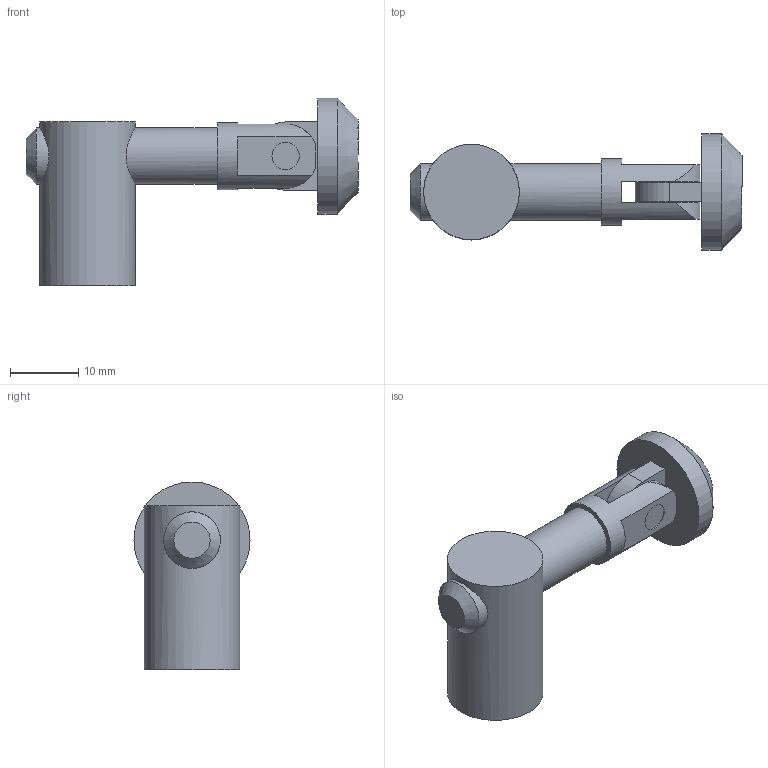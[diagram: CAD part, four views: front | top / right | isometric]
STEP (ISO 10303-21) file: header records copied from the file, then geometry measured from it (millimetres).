
FILE_DESCRIPTION(/* description */ (''),/* implementation_level */ '2;1');
FILE_NAME(/* name */ '128400',/* time_stamp */ '2014-10-06T12:12:51+02:00',/* author */ (''),/* organization */ (''),/* preprocessor_version */ 'ST-DEVELOPER v14',/* originating_system */ 'HiCAD 2013 1802.4 Build 509',/* authorisation */ '');
FILE_SCHEMA (('AUTOMOTIVE_DESIGN { 1 0 10303 214 1 1 1 1 }'));
Length unit declared in the file: millimetre
Products named in the file (3): Root; 128400 Hoekverbinding 8 / GS-02BOIKON
Assembly tree (2 placements, depth 3):
  Root
    128400 Hoekverbinding 8 / GS-02BOIKON
      (unnamed)
Bounding box: 48.6 x 17 x 27.5 mm (x, y, z)
Volume: 6339.6 mm3; surface area: 3395.7 mm2
Topology: 2 solids, 2 shells, 44 faces, 104 edges, 72 vertices
Faces by surface type: plane 28, cylinder 14, cone 2
Full cylindrical faces by diameter (mm): 4 x4, 8.3 x2, 9.8 x1, 14 x1, 17 x1
Entity records: 3746 total; most frequent: CARTESIAN_POINT 1889, DIRECTION 206, PRESENTATION_STYLE_ASSIGNMENT 172, COLOUR_RGB 171, DRAUGHTING_PRE_DEFINED_CURVE_FONT 170, CURVE_STYLE 170, OVER_RIDING_STYLED_ITEM 170, ORIENTED_EDGE 170
